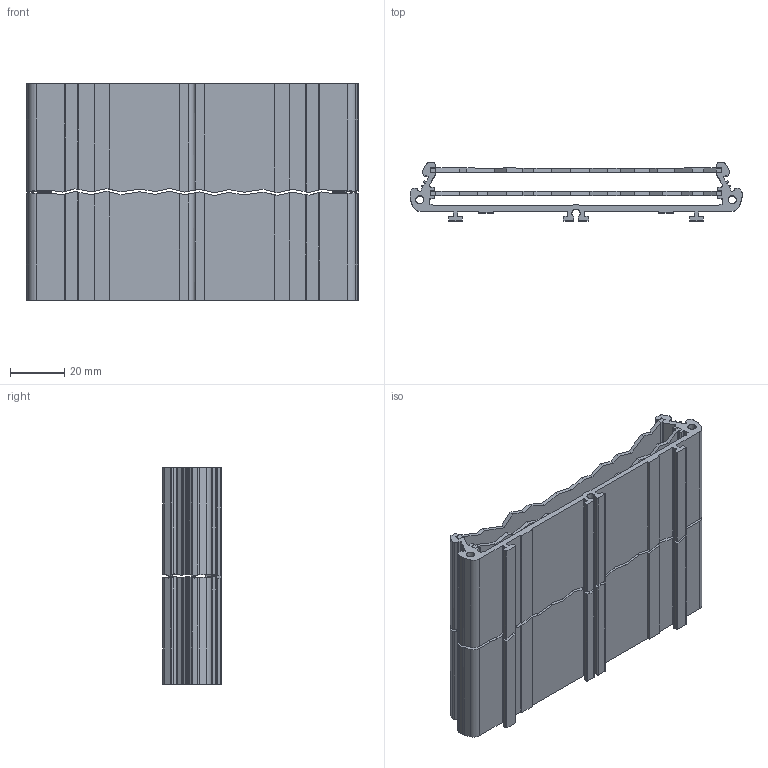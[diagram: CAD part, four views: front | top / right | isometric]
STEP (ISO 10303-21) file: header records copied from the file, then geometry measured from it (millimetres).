
FILE_DESCRIPTION(('STEP AP214'),'1');
FILE_NAME('39205.stp','2014-08-01T17:30:01',('TraceParts'),('TraceParts S.A.'),'XStep 1.0',' ',' ');
FILE_SCHEMA(('automotive_design'));
Length unit declared in the file: millimetre
Products named in the file (3): UM_108_Profil_kpl_H.Select__00412505|UM_108_LP-Fragment_Mitte_H.Select__00411787;UM_108_LP-Fragment_Mitte_H.Select__00411787; UM_108_Profil_kpl_H.Select__00412505|UM_108_LP-Fragment_Oben_H.Select__00410103;UM_108_LP-Fragment_Oben_H.Select__00410103; UM_108_Profil_kpl_H.Select__00412505|UM_108_Profil_H.Select__00275114;UM_108_Profil_H.Select__00275114
Bounding box: 122.6 x 21.5 x 80 mm (x, y, z)
Volume: 56007.4 mm3; surface area: 66028.3 mm2
Topology: 3 solids, 3 shells, 1088 faces, 3142 edges, 2092 vertices
Faces by surface type: plane 736, cylinder 352
Entity records: 35771 total; most frequent: CARTESIAN_POINT 6325, ORIENTED_EDGE 6284, DIRECTION 6060, EDGE_CURVE 3142, LINE 2406, VECTOR 2406, VERTEX_POINT 2092, AXIS2_PLACEMENT_3D 1827
